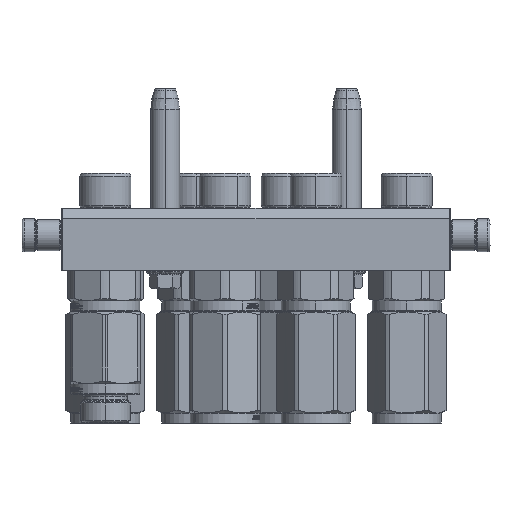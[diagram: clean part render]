
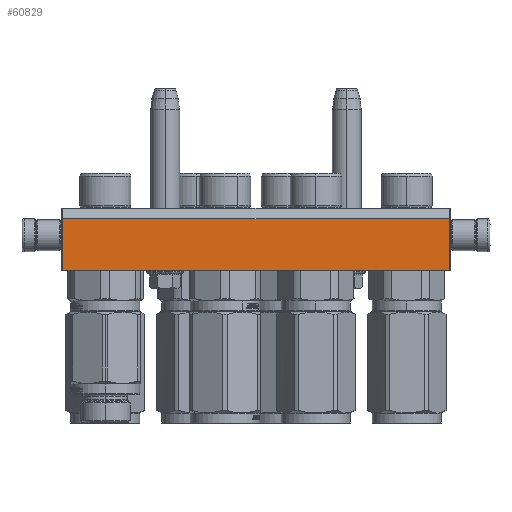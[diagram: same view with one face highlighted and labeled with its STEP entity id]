
A CAD part, left-side view. The second image highlights one B-rep face of the part: STEP entity #60829.
In plain terms, the highlighted face is planar.
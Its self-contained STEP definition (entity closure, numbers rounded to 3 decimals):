
#308 = CARTESIAN_POINT ( 'NONE',  ( 93.5, -10., -45. ) ) ;
#2733 = CARTESIAN_POINT ( 'NONE',  ( 94., -15., -45. ) ) ;
#4749 = DIRECTION ( 'NONE',  ( -1., 0., 0. ) ) ;
#5241 = ORIENTED_EDGE ( 'NONE', *, *, #67687, .F. ) ;
#10510 = CARTESIAN_POINT ( 'NONE',  ( -93.5, 15., -45. ) ) ;
#12488 = LINE ( 'NONE', #59114, #39038 ) ;
#13546 = ORIENTED_EDGE ( 'NONE', *, *, #48056, .F. ) ;
#15218 = FACE_OUTER_BOUND ( 'NONE', #18903, .T. ) ;
#15279 = ORIENTED_EDGE ( 'NONE', *, *, #53250, .T. ) ;
#16366 = DIRECTION ( 'NONE',  ( 0., 1., 0. ) ) ;
#18903 = EDGE_LOOP ( 'NONE', ( #13546, #67165, #5241, #15279 ) ) ;
#21808 = VERTEX_POINT ( 'NONE', #43150 ) ;
#23417 = VERTEX_POINT ( 'NONE', #31889 ) ;
#25209 = DIRECTION ( 'NONE',  ( 0., 1., 0. ) ) ;
#25700 = DIRECTION ( 'NONE',  ( 0., 0., -1. ) ) ;
#26119 = VECTOR ( 'NONE', #44347, 1000. ) ;
#31889 = CARTESIAN_POINT ( 'NONE',  ( 93.5, 15., -45. ) ) ;
#33205 = VERTEX_POINT ( 'NONE', #10510 ) ;
#33936 = LINE ( 'NONE', #72518, #35720 ) ;
#34704 = EDGE_CURVE ( 'NONE', #42349, #23417, #66234, .T. ) ;
#35720 = VECTOR ( 'NONE', #4749, 1000. ) ;
#38664 = CARTESIAN_POINT ( 'NONE',  ( -93.5, -10., -45. ) ) ;
#39038 = VECTOR ( 'NONE', #25209, 1000. ) ;
#42349 = VERTEX_POINT ( 'NONE', #47690 ) ;
#42919 = AXIS2_PLACEMENT_3D ( 'NONE', #2733, #25700, #59845 ) ;
#43150 = CARTESIAN_POINT ( 'NONE',  ( -93.5, -10., -45. ) ) ;
#44347 = DIRECTION ( 'NONE',  ( 1., 0., 0. ) ) ;
#47690 = CARTESIAN_POINT ( 'NONE',  ( 93.5, -10., -45. ) ) ;
#48056 = EDGE_CURVE ( 'NONE', #23417, #33205, #33936, .T. ) ;
#48709 = PLANE ( 'NONE',  #42919 ) ;
#51988 = VECTOR ( 'NONE', #16366, 1000. ) ;
#53250 = EDGE_CURVE ( 'NONE', #21808, #33205, #12488, .T. ) ;
#59114 = CARTESIAN_POINT ( 'NONE',  ( -93.5, -10., -45. ) ) ;
#59845 = DIRECTION ( 'NONE',  ( -1., 0., 0. ) ) ;
#60829 = ADVANCED_FACE ( 'NONE', ( #15218 ), #48709, .T. ) ;
#64211 = LINE ( 'NONE', #38664, #26119 ) ;
#66234 = LINE ( 'NONE', #308, #51988 ) ;
#67165 = ORIENTED_EDGE ( 'NONE', *, *, #34704, .F. ) ;
#67687 = EDGE_CURVE ( 'NONE', #21808, #42349, #64211, .T. ) ;
#72518 = CARTESIAN_POINT ( 'NONE',  ( 93.5, 15., -45. ) ) ;
